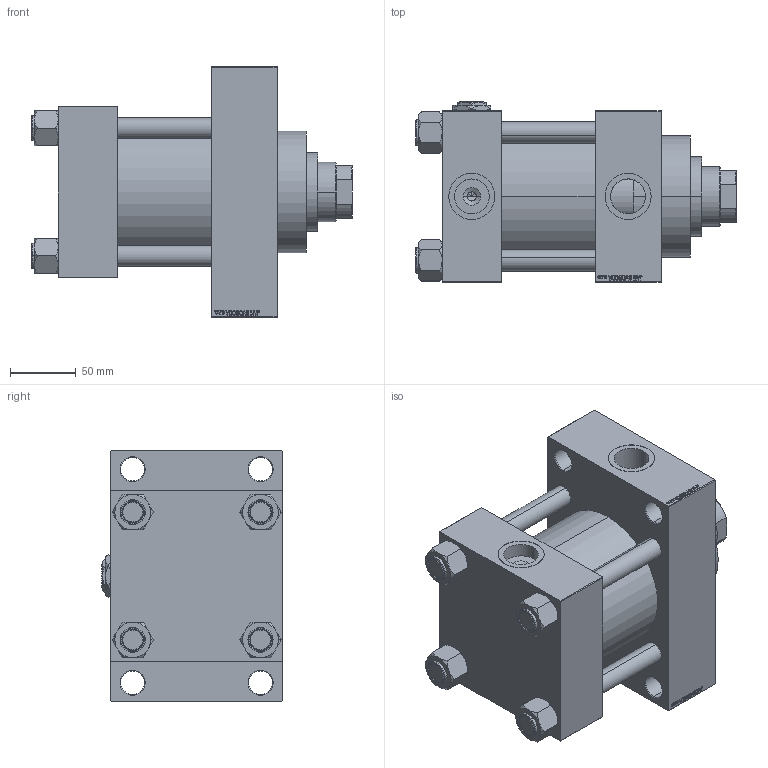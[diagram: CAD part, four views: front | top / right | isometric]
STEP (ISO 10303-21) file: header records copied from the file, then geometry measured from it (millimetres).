
FILE_DESCRIPTION (( 'STEP AP203' ), '1' );
FILE_NAME ('4e72.STEP', '2025-01-04T17:04:37', ( '' ), ( '' ), 'SwSTEP 2.0', 'SolidWorks 2019', '' );
FILE_SCHEMA (( 'CONFIG_CONTROL_DESIGN' ));
Length unit declared in the file: millimetre
Products named in the file (7): V215CR_D_TYCINKA 4c06e0e2a18acc717c187e51c66d0cab; V215CR_VCP_D 4c06e0e2a18acc717c187e51c66d0cab; Zatka_pro_OIL_PORT 4c06e0e2a18acc717c187e51c66d0cab; V215_VC_A 4c06e0e2a18acc717c187e51c66d0cab; NUT_M5_D 4c06e0e2a18acc717c187e51c66d0cab; 4e72; V215CR_D_Body 4c06e0e2a18acc717c187e51c66d0cab
Assembly tree (12 placements, depth 2):
  4e72
    V215CR_D_Body 4c06e0e2a18acc717c187e51c66d0cab
    V215CR_VCP_D 4c06e0e2a18acc717c187e51c66d0cab
    NUT_M5_D 4c06e0e2a18acc717c187e51c66d0cab  x4
    V215CR_D_TYCINKA 4c06e0e2a18acc717c187e51c66d0cab  x4
    V215_VC_A 4c06e0e2a18acc717c187e51c66d0cab
    Zatka_pro_OIL_PORT 4c06e0e2a18acc717c187e51c66d0cab
Bounding box: 243 x 137 x 190 mm (x, y, z)
Volume: 2586384.5 mm3; surface area: 358828.4 mm2
Topology: 12 solids, 12 shells, 1204 faces, 3024 edges, 1958 vertices
Faces by surface type: plane 569, bspline 368, cone 164, cylinder 95, torus 8
Entity records: 49469 total; most frequent: CARTESIAN_POINT 25738, ORIENTED_EDGE 5312, DIRECTION 3492, EDGE_CURVE 2656, VERTEX_POINT 1736, VECTOR 1564, LINE 1564, EDGE_LOOP 1184
